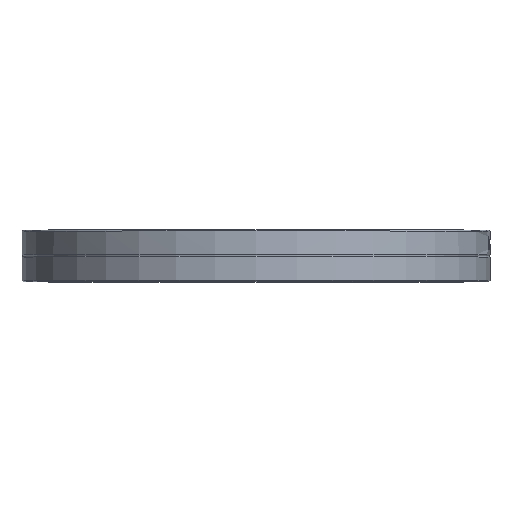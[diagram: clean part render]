
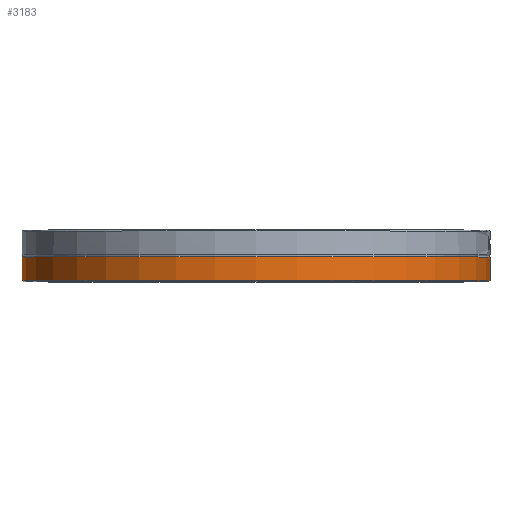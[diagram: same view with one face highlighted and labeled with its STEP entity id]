
A CAD part, top view. The second image highlights one B-rep face of the part: STEP entity #3183.
In plain terms, the highlighted cylindrical face has radius 101.5 mm (diameter 203 mm), a full revolution.
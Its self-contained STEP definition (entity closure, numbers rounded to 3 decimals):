
#315=CYLINDRICAL_SURFACE('',#3433,101.5);
#368=FACE_OUTER_BOUND('',#584,.T.);
#584=EDGE_LOOP('',(#2219,#2220,#2221,#2222,#2223,#2224));
#799=LINE('',#4572,#986);
#986=VECTOR('',#3809,101.5);
#1172=CIRCLE('',#3408,101.5);
#1173=CIRCLE('',#3409,101.5);
#1196=CIRCLE('',#3434,101.5);
#1197=CIRCLE('',#3435,101.5);
#1339=VERTEX_POINT('',#4517);
#1340=VERTEX_POINT('',#4518);
#1363=VERTEX_POINT('',#4568);
#1364=VERTEX_POINT('',#4569);
#1669=EDGE_CURVE('',#1339,#1340,#1172,.T.);
#1670=EDGE_CURVE('',#1340,#1339,#1173,.T.);
#1694=EDGE_CURVE('',#1363,#1364,#1196,.T.);
#1695=EDGE_CURVE('',#1364,#1363,#1197,.T.);
#1696=EDGE_CURVE('',#1364,#1340,#799,.T.);
#2219=ORIENTED_EDGE('',*,*,#1694,.F.);
#2220=ORIENTED_EDGE('',*,*,#1695,.F.);
#2221=ORIENTED_EDGE('',*,*,#1696,.T.);
#2222=ORIENTED_EDGE('',*,*,#1669,.F.);
#2223=ORIENTED_EDGE('',*,*,#1670,.F.);
#2224=ORIENTED_EDGE('',*,*,#1696,.F.);
#3183=ADVANCED_FACE('',(#368),#315,.T.);
#3408=AXIS2_PLACEMENT_3D('',#4519,#3752,#3753);
#3409=AXIS2_PLACEMENT_3D('',#4520,#3754,#3755);
#3433=AXIS2_PLACEMENT_3D('',#4567,#3803,#3804);
#3434=AXIS2_PLACEMENT_3D('',#4570,#3805,#3806);
#3435=AXIS2_PLACEMENT_3D('',#4571,#3807,#3808);
#3752=DIRECTION('center_axis',(0.,-1.,0.));
#3753=DIRECTION('ref_axis',(1.,0.,0.));
#3754=DIRECTION('center_axis',(0.,-1.,0.));
#3755=DIRECTION('ref_axis',(1.,0.,0.));
#3803=DIRECTION('center_axis',(0.,1.,0.));
#3804=DIRECTION('ref_axis',(-1.,0.,0.));
#3805=DIRECTION('center_axis',(0.,1.,0.));
#3806=DIRECTION('ref_axis',(1.,0.,0.));
#3807=DIRECTION('center_axis',(0.,1.,0.));
#3808=DIRECTION('ref_axis',(1.,0.,0.));
#3809=DIRECTION('',(0.,-1.,0.));
#4517=CARTESIAN_POINT('',(-101.5,0.5,0.));
#4518=CARTESIAN_POINT('',(101.5,0.5,0.));
#4519=CARTESIAN_POINT('Origin',(0.,0.5,0.));
#4520=CARTESIAN_POINT('Origin',(0.,0.5,0.));
#4567=CARTESIAN_POINT('Origin',(0.,5.356,0.));
#4568=CARTESIAN_POINT('',(0.,10.713,-101.5));
#4569=CARTESIAN_POINT('',(101.5,10.713,0.));
#4570=CARTESIAN_POINT('Origin',(0.,10.713,0.));
#4571=CARTESIAN_POINT('Origin',(0.,10.713,0.));
#4572=CARTESIAN_POINT('',(101.5,5.356,0.));
